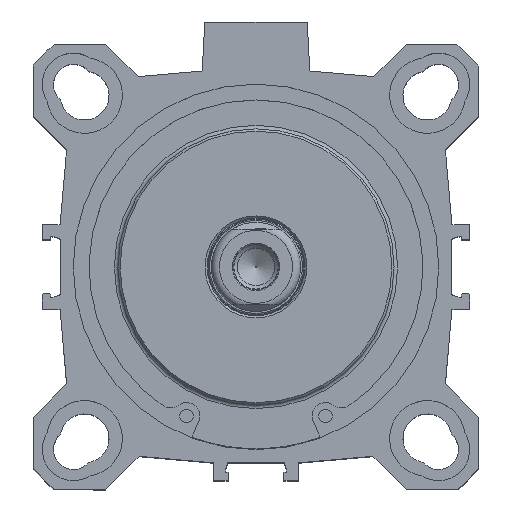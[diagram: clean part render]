
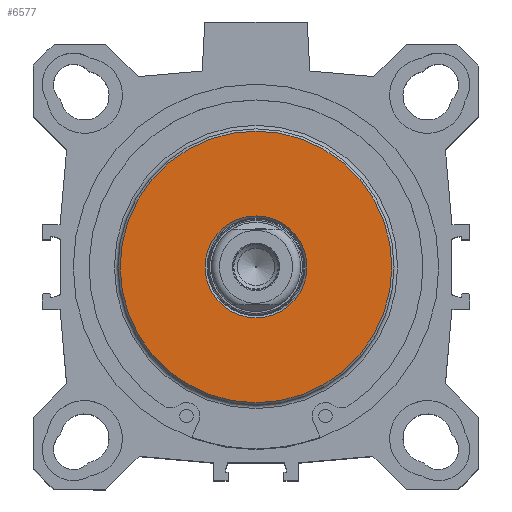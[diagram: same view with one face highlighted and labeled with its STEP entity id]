
A CAD part, top view. The second image highlights one B-rep face of the part: STEP entity #6577.
In plain terms, the highlighted planar face has unit normal (0, 0, 1).
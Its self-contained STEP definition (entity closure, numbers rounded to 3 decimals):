
#6543=CARTESIAN_POINT('',(0.,-30.5,95.05));
#6544=VERTEX_POINT('',#6543);
#6545=CARTESIAN_POINT('',(0.,0.,95.05));
#6546=DIRECTION('',(0.0,0.0,1.0));
#6547=DIRECTION('',(0.0,-1.0,0.0));
#6548=AXIS2_PLACEMENT_3D('',#6545,#6546,#6547);
#6549=CIRCLE('',#6548,30.5);
#6550=EDGE_CURVE('',#6544,#6544,#6549,.T.);
#6558=CARTESIAN_POINT('',(0.,-20.975,95.05));
#6559=DIRECTION('',(0.0,0.0,1.0));
#6560=DIRECTION('',(1.0,0.0,0.0));
#6561=AXIS2_PLACEMENT_3D('',#6558,#6559,#6560);
#6562=PLANE('',#6561);
#6563=ORIENTED_EDGE('',*,*,#6550,.T.);
#6564=EDGE_LOOP('',(#6563));
#6565=FACE_OUTER_BOUND('',#6564,.T.);
#6566=CARTESIAN_POINT('',(0.,-11.45,95.05));
#6567=VERTEX_POINT('',#6566);
#6568=CARTESIAN_POINT('',(0.,0.,95.05));
#6569=DIRECTION('',(0.0,0.0,1.0));
#6570=DIRECTION('',(0.0,-1.0,0.0));
#6571=AXIS2_PLACEMENT_3D('',#6568,#6569,#6570);
#6572=CIRCLE('',#6571,11.45);
#6573=EDGE_CURVE('',#6567,#6567,#6572,.T.);
#6574=ORIENTED_EDGE('',*,*,#6573,.F.);
#6575=EDGE_LOOP('',(#6574));
#6576=FACE_BOUND('',#6575,.T.);
#6577=ADVANCED_FACE('',(#6565,#6576),#6562,.T.);
